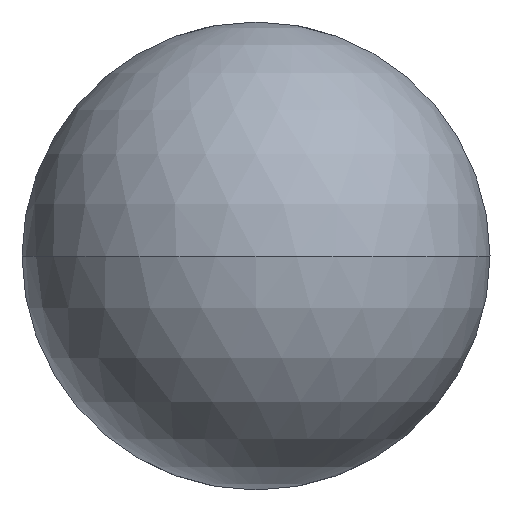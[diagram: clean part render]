
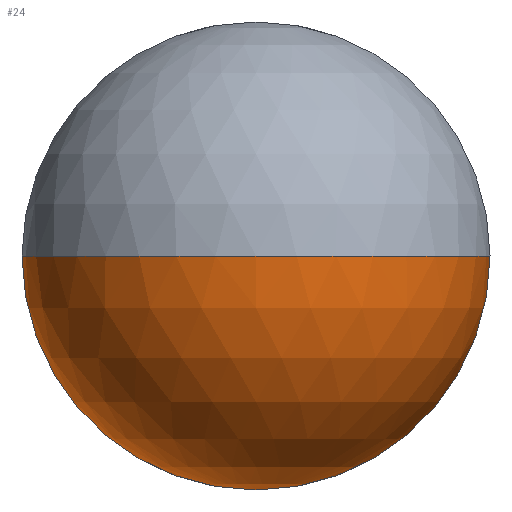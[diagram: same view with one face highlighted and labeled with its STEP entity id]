
A CAD part, front view. The second image highlights one B-rep face of the part: STEP entity #24.
In plain terms, the highlighted spherical face has radius 3.175 mm.
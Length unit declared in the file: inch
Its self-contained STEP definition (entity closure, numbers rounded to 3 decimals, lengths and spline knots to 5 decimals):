
#24 = ADVANCED_FACE ( 'NONE', ( #423 ), #500, .T. ) ;
#29 = DIRECTION ( 'NONE',  ( 0., -1., 0. ) ) ;
#35 = CARTESIAN_POINT ( 'NONE',  ( 0., 0.125, 0. ) ) ;
#45 = CARTESIAN_POINT ( 'NONE',  ( 0., 0.125, 0. ) ) ;
#70 = CIRCLE ( 'NONE', #511, 0.125 ) ;
#71 = VERTEX_POINT ( 'NONE', #330 ) ;
#82 = AXIS2_PLACEMENT_3D ( 'NONE', #45, #196, #390 ) ;
#93 = EDGE_CURVE ( 'NONE', #113, #71, #178, .T. ) ;
#112 = AXIS2_PLACEMENT_3D ( 'NONE', #150, #305, #435 ) ;
#113 = VERTEX_POINT ( 'NONE', #441 ) ;
#120 = EDGE_CURVE ( 'NONE', #334, #71, #328, .T. ) ;
#146 = CIRCLE ( 'NONE', #112, 0.125 ) ;
#150 = CARTESIAN_POINT ( 'NONE',  ( 0., 0.125, 0. ) ) ;
#178 = CIRCLE ( 'NONE', #462, 0.125 ) ;
#196 = DIRECTION ( 'NONE',  ( 0., 0., 1. ) ) ;
#256 = DIRECTION ( 'NONE',  ( 0., 0., -1. ) ) ;
#264 = AXIS2_PLACEMENT_3D ( 'NONE', #458, #256, #378 ) ;
#269 = ORIENTED_EDGE ( 'NONE', *, *, #120, .F. ) ;
#305 = DIRECTION ( 'NONE',  ( 0., -1., 0. ) ) ;
#328 = CIRCLE ( 'NONE', #82, 0.125 ) ;
#330 = CARTESIAN_POINT ( 'NONE',  ( 0., 0., 0. ) ) ;
#334 = VERTEX_POINT ( 'NONE', #517 ) ;
#339 = ORIENTED_EDGE ( 'NONE', *, *, #358, .T. ) ;
#349 = DIRECTION ( 'NONE',  ( 0., 0., -1. ) ) ;
#353 = DIRECTION ( 'NONE',  ( -1., 0., 0. ) ) ;
#357 = CARTESIAN_POINT ( 'NONE',  ( 0., 0.125, -0.125 ) ) ;
#358 = EDGE_CURVE ( 'NONE', #334, #406, #70, .T. ) ;
#378 = DIRECTION ( 'NONE',  ( -1., 0., 0. ) ) ;
#390 = DIRECTION ( 'NONE',  ( 1., 0., 0. ) ) ;
#398 = DIRECTION ( 'NONE',  ( 0., 0., -1. ) ) ;
#406 = VERTEX_POINT ( 'NONE', #357 ) ;
#423 = FACE_OUTER_BOUND ( 'NONE', #518, .T. ) ;
#424 = ORIENTED_EDGE ( 'NONE', *, *, #455, .T. ) ;
#435 = DIRECTION ( 'NONE',  ( 0., 0., -1. ) ) ;
#441 = CARTESIAN_POINT ( 'NONE',  ( 0.125, 0.125, 0. ) ) ;
#442 = ORIENTED_EDGE ( 'NONE', *, *, #93, .T. ) ;
#455 = EDGE_CURVE ( 'NONE', #406, #113, #146, .T. ) ;
#458 = CARTESIAN_POINT ( 'NONE',  ( 0., 0.125, 0. ) ) ;
#462 = AXIS2_PLACEMENT_3D ( 'NONE', #478, #398, #353 ) ;
#478 = CARTESIAN_POINT ( 'NONE',  ( 0., 0.125, 0. ) ) ;
#500 = SPHERICAL_SURFACE ( 'NONE', #264, 0.125 ) ;
#511 = AXIS2_PLACEMENT_3D ( 'NONE', #35, #29, #349 ) ;
#517 = CARTESIAN_POINT ( 'NONE',  ( -0.125, 0.125, 0. ) ) ;
#518 = EDGE_LOOP ( 'NONE', ( #339, #424, #442, #269 ) ) ;
